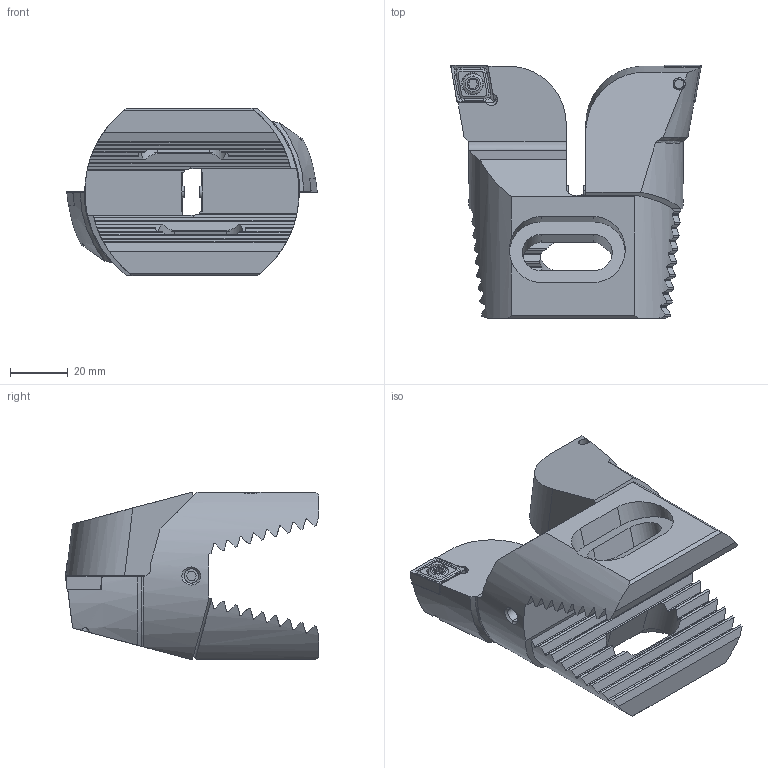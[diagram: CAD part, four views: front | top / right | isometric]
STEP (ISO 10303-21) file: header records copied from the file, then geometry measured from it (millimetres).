
FILE_DESCRIPTION (( 'STEP AP203' ), '1' );
FILE_NAME ('414.064.087.012.STEP', '2018-03-02T09:57:25', ( 'SWIAdmin' ), ( 'Hewlett-Packard Company' ), 'SwSTEP 2.0', 'SolidWorks 2017', '' );
FILE_SCHEMA (( 'CONFIG_CONTROL_DESIGN' ));
Length unit declared in the file: millimetre
Products named in the file (5): Z72-WCC.001.050_A; WCC-ER2.001.010_A; CCMT120404; Z72-ER3.001.030; 414.064.087.012
Assembly tree (8 placements, depth 2):
  414.064.087.012
    Z72-WCC.001.050_A  x2
    WCC-ER2.001.010_A  x2
    CCMT120404  x2
    Z72-ER3.001.030  x2
Bounding box: 86.5 x 87.45 x 58 mm (x, y, z)
Volume: 146269.5 mm3; surface area: 38167.3 mm2
Topology: 8 solids, 8 shells, 434 faces, 1172 edges, 736 vertices
Faces by surface type: plane 178, cylinder 142, cone 72, bspline 24, torus 18
Entity records: 7774 total; most frequent: CARTESIAN_POINT 2150, ORIENTED_EDGE 1148, DIRECTION 947, EDGE_CURVE 574, VERTEX_POINT 368, AXIS2_PLACEMENT_3D 347, VECTOR 253, LINE 253
